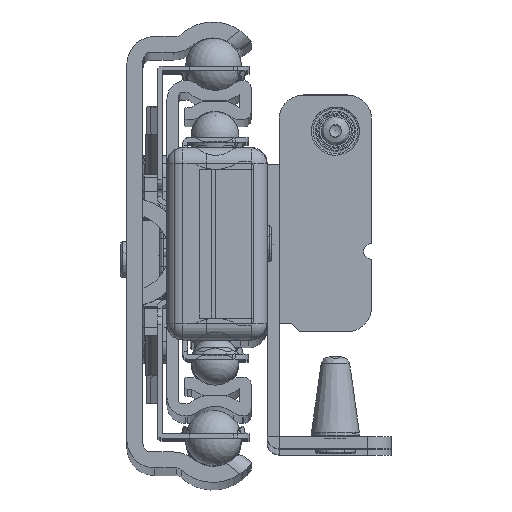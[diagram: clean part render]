
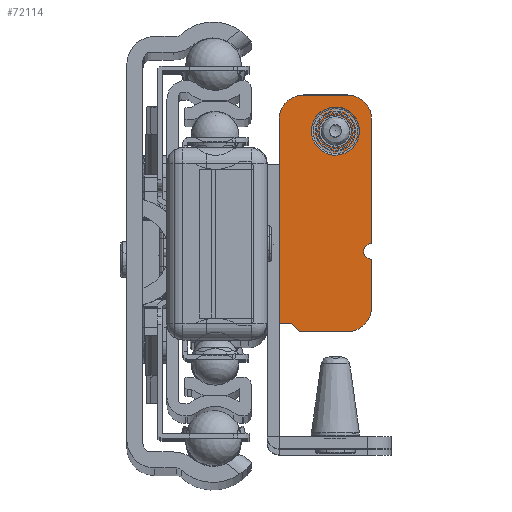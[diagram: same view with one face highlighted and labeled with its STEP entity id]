
A CAD part, top view. The second image highlights one B-rep face of the part: STEP entity #72114.
In plain terms, the highlighted planar face has unit normal (0, 0, 1).
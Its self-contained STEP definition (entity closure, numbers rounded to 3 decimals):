
#3385=FACE_BOUND('',#10649,.T.);
#3906=PLANE('',#76462);
#6876=FACE_OUTER_BOUND('',#10648,.T.);
#10648=EDGE_LOOP('',(#49286,#49287,#49288,#49289,#49290,#49291,#49292,#49293,
#49294,#49295,#49296,#49297));
#10649=EDGE_LOOP('',(#49298));
#14962=LINE('',#104584,#20424);
#14963=LINE('',#104589,#20425);
#14964=LINE('',#104593,#20426);
#14965=LINE('',#104595,#20427);
#14966=LINE('',#104597,#20428);
#14967=LINE('',#104599,#20429);
#14968=LINE('',#104601,#20430);
#14969=LINE('',#104604,#20431);
#20424=VECTOR('',#84906,10.);
#20425=VECTOR('',#84911,10.);
#20426=VECTOR('',#84914,10.);
#20427=VECTOR('',#84915,10.);
#20428=VECTOR('',#84916,10.);
#20429=VECTOR('',#84917,10.);
#20430=VECTOR('',#84918,10.);
#20431=VECTOR('',#84921,10.);
#25426=CIRCLE('',#76456,2.05);
#25429=CIRCLE('',#76460,1.);
#25430=CIRCLE('',#76463,3.);
#25431=CIRCLE('',#76464,3.);
#25432=CIRCLE('',#76465,3.);
#28786=VERTEX_POINT('',#104565);
#28790=VERTEX_POINT('',#104574);
#28791=VERTEX_POINT('',#104576);
#28793=VERTEX_POINT('',#104582);
#28794=VERTEX_POINT('',#104586);
#28795=VERTEX_POINT('',#104588);
#28796=VERTEX_POINT('',#104590);
#28797=VERTEX_POINT('',#104592);
#28798=VERTEX_POINT('',#104594);
#28799=VERTEX_POINT('',#104596);
#28800=VERTEX_POINT('',#104598);
#28801=VERTEX_POINT('',#104600);
#28802=VERTEX_POINT('',#104602);
#36676=EDGE_CURVE('',#28786,#28786,#25426,.T.);
#36681=EDGE_CURVE('',#28791,#28790,#25429,.T.);
#36685=EDGE_CURVE('',#28793,#28790,#14962,.T.);
#36686=EDGE_CURVE('',#28794,#28793,#25430,.T.);
#36687=EDGE_CURVE('',#28795,#28794,#14963,.T.);
#36688=EDGE_CURVE('',#28796,#28795,#25431,.T.);
#36689=EDGE_CURVE('',#28797,#28796,#14964,.T.);
#36690=EDGE_CURVE('',#28797,#28798,#14965,.T.);
#36691=EDGE_CURVE('',#28798,#28799,#14966,.T.);
#36692=EDGE_CURVE('',#28799,#28800,#14967,.T.);
#36693=EDGE_CURVE('',#28801,#28800,#14968,.T.);
#36694=EDGE_CURVE('',#28802,#28801,#25432,.T.);
#36695=EDGE_CURVE('',#28791,#28802,#14969,.T.);
#49286=ORIENTED_EDGE('',*,*,#36681,.T.);
#49287=ORIENTED_EDGE('',*,*,#36685,.F.);
#49288=ORIENTED_EDGE('',*,*,#36686,.F.);
#49289=ORIENTED_EDGE('',*,*,#36687,.F.);
#49290=ORIENTED_EDGE('',*,*,#36688,.F.);
#49291=ORIENTED_EDGE('',*,*,#36689,.F.);
#49292=ORIENTED_EDGE('',*,*,#36690,.T.);
#49293=ORIENTED_EDGE('',*,*,#36691,.T.);
#49294=ORIENTED_EDGE('',*,*,#36692,.T.);
#49295=ORIENTED_EDGE('',*,*,#36693,.F.);
#49296=ORIENTED_EDGE('',*,*,#36694,.F.);
#49297=ORIENTED_EDGE('',*,*,#36695,.F.);
#49298=ORIENTED_EDGE('',*,*,#36676,.T.);
#72114=ADVANCED_FACE('',(#6876,#3385),#3906,.T.);
#76456=AXIS2_PLACEMENT_3D('',#104566,#84889,#84890);
#76460=AXIS2_PLACEMENT_3D('',#104577,#84899,#84900);
#76462=AXIS2_PLACEMENT_3D('',#104585,#84907,#84908);
#76463=AXIS2_PLACEMENT_3D('',#104587,#84909,#84910);
#76464=AXIS2_PLACEMENT_3D('',#104591,#84912,#84913);
#76465=AXIS2_PLACEMENT_3D('',#104603,#84919,#84920);
#84889=DIRECTION('center_axis',(0.,0.,
-1.));
#84890=DIRECTION('ref_axis',(-1.,0.,0.));
#84899=DIRECTION('center_axis',(0.,0.,
-1.));
#84900=DIRECTION('ref_axis',(0.,-1.,0.));
#84906=DIRECTION('',(0.,-1.,0.));
#84907=DIRECTION('center_axis',(0.,0.,
1.));
#84908=DIRECTION('ref_axis',(1.,0.,0.));
#84909=DIRECTION('center_axis',(0.,0.,
-1.));
#84910=DIRECTION('ref_axis',(0.707,0.707,0.));
#84911=DIRECTION('',(1.,0.,0.));
#84912=DIRECTION('center_axis',(0.,0.,
-1.));
#84913=DIRECTION('ref_axis',(-0.707,0.707,0.));
#84914=DIRECTION('',(0.,1.,0.));
#84915=DIRECTION('',(0.,-1.,0.));
#84916=DIRECTION('',(1.,0.,0.));
#84917=DIRECTION('',(0.707,-0.707,0.));
#84918=DIRECTION('',(-1.,0.,0.));
#84919=DIRECTION('center_axis',(0.,0.,
-1.));
#84920=DIRECTION('ref_axis',(0.707,-0.707,0.));
#84921=DIRECTION('',(0.,-1.,0.));
#104565=CARTESIAN_POINT('',(17.3,15.,327.));
#104566=CARTESIAN_POINT('Origin',(15.25,15.,327.));
#104574=CARTESIAN_POINT('',(19.75,1.,327.));
#104576=CARTESIAN_POINT('',(19.75,-1.,327.));
#104577=CARTESIAN_POINT('Origin',(19.75,0.,327.));
#104582=CARTESIAN_POINT('',(19.75,16.5,327.));
#104584=CARTESIAN_POINT('',(19.75,19.5,327.));
#104585=CARTESIAN_POINT('Origin',(13.482,0.,
327.));
#104586=CARTESIAN_POINT('',(16.75,19.5,327.));
#104587=CARTESIAN_POINT('Origin',(16.75,16.5,327.));
#104588=CARTESIAN_POINT('',(11.25,19.5,327.));
#104589=CARTESIAN_POINT('',(8.25,19.5,327.));
#104590=CARTESIAN_POINT('',(8.25,16.5,327.));
#104591=CARTESIAN_POINT('Origin',(11.25,16.5,327.));
#104592=CARTESIAN_POINT('',(8.25,9.,327.));
#104593=CARTESIAN_POINT('',(8.25,9.,327.));
#104594=CARTESIAN_POINT('',(8.25,-9.,327.));
#104595=CARTESIAN_POINT('',(8.25,0.,327.));
#104596=CARTESIAN_POINT('',(9.75,-9.,327.));
#104597=CARTESIAN_POINT('',(10.866,-9.,327.));
#104598=CARTESIAN_POINT('',(10.75,-10.,327.));
#104599=CARTESIAN_POINT('',(8.433,-7.683,327.));
#104600=CARTESIAN_POINT('',(16.75,-10.,327.));
#104601=CARTESIAN_POINT('',(19.75,-10.,327.));
#104602=CARTESIAN_POINT('',(19.75,-7.,327.));
#104603=CARTESIAN_POINT('Origin',(16.75,-7.,327.));
#104604=CARTESIAN_POINT('',(19.75,19.5,327.));
